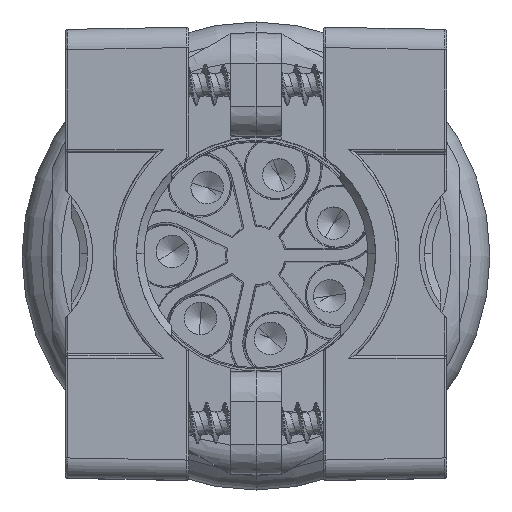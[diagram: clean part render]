
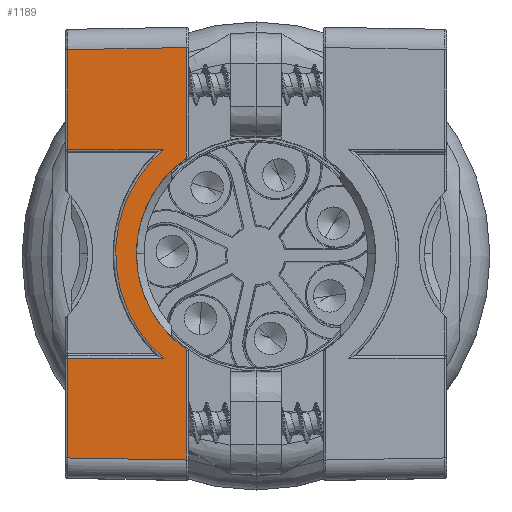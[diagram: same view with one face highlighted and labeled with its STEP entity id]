
A CAD part, top view. The second image highlights one B-rep face of the part: STEP entity #1189.
In plain terms, the highlighted planar face has unit normal (-0.018, 0, 1).
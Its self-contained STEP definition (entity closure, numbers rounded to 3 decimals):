
#1189=ADVANCED_FACE('',(#3998),#3999,.T.);
#3998=FACE_OUTER_BOUND('',#15547,.T.);
#3999=PLANE('',#15548);
#15547=EDGE_LOOP('',(#38184,#38185,#38186,#38187,#38188,#38189,#38190,#38191,#38192,#38193));
#15548=AXIS2_PLACEMENT_3D('',#38194,#38195,#38196);
#38184=ORIENTED_EDGE('',*,*,#44261,.T.);
#38185=ORIENTED_EDGE('',*,*,#44304,.F.);
#38186=ORIENTED_EDGE('',*,*,#44305,.F.);
#38187=ORIENTED_EDGE('',*,*,#44306,.F.);
#38188=ORIENTED_EDGE('',*,*,#44307,.T.);
#38189=ORIENTED_EDGE('',*,*,#44308,.T.);
#38190=ORIENTED_EDGE('',*,*,#44309,.T.);
#38191=ORIENTED_EDGE('',*,*,#44310,.F.);
#38192=ORIENTED_EDGE('',*,*,#44311,.T.);
#38193=ORIENTED_EDGE('',*,*,#44275,.F.);
#38194=CARTESIAN_POINT('',(-6.6,-23.882,36.65));
#38195=DIRECTION('',(-0.017,0.0,1.));
#38196=DIRECTION('',(0.0,1.0,0.0));
#44261=EDGE_CURVE('',#50239,#50237,#50240,.T.);
#44275=EDGE_CURVE('',#50239,#50260,#50261,.T.);
#44304=EDGE_CURVE('',#50307,#50237,#50309,.T.);
#44305=EDGE_CURVE('',#50310,#50307,#50311,.T.);
#44306=EDGE_CURVE('',#50312,#50310,#50313,.T.);
#44307=EDGE_CURVE('',#50312,#50314,#50315,.T.);
#44308=EDGE_CURVE('',#50314,#50316,#50317,.T.);
#44309=EDGE_CURVE('',#50316,#50318,#50319,.T.);
#44310=EDGE_CURVE('',#50320,#50318,#50321,.T.);
#44311=EDGE_CURVE('',#50320,#50260,#50322,.T.);
#50237=VERTEX_POINT('',#66161);
#50239=VERTEX_POINT('',#66172);
#50240=B_SPLINE_CURVE_WITH_KNOTS('',3,(#66173,#66174,#66175,#66176,#66177,#66178,#66179,#66180,#66181,#66182,#66183,#66184,#66185,#66186,#66187,#66188,#66189,#66190,#66191,#66192,#66193,#66194,#66195,#66196,#66197,#66198,#66199),.UNSPECIFIED.,.F.,.F.,(4,1,1,1,1,1,1,1,1,1,1,1,1,1,1,1,1,1,1,1,1,1,1,1,4),(0.0,0.016,0.031,0.063,0.094,0.125,0.156,0.188,0.25,0.313,0.375,0.438,0.5,0.563,0.625,0.688,0.75,0.813,0.844,0.875,0.906,0.938,0.969,0.984,1.0),.UNSPECIFIED.);
#50260=VERTEX_POINT('',#66234);
#50261=LINE('',#66235,#66236);
#50307=VERTEX_POINT('',#66394);
#50309=LINE('',#66396,#66397);
#50310=VERTEX_POINT('',#66398);
#50311=LINE('',#66399,#66400);
#50312=VERTEX_POINT('',#66401);
#50313=LINE('',#66402,#66403);
#50314=VERTEX_POINT('',#66404);
#50315=LINE('',#66405,#66406);
#50316=VERTEX_POINT('',#66407);
#50317=B_SPLINE_CURVE_WITH_KNOTS('',3,(#66408,#66409,#66410,#66411,#66412,#66413,#66414,#66415,#66416,#66417,#66418,#66419,#66420,#66421,#66422,#66423,#66424,#66425,#66426,#66427,#66428),.UNSPECIFIED.,.F.,.F.,(4,1,1,1,1,1,1,1,1,1,1,1,1,1,1,1,1,1,4),(0.0,0.056,0.111,0.167,0.222,0.278,0.333,0.389,0.444,0.5,0.556,0.611,0.667,0.722,0.778,0.833,0.889,0.944,1.0),.UNSPECIFIED.);
#50318=VERTEX_POINT('',#66429);
#50319=LINE('',#66430,#66431);
#50320=VERTEX_POINT('',#66432);
#50321=LINE('',#66433,#66434);
#50322=LINE('',#66435,#66436);
#66161=CARTESIAN_POINT('',(-6.854,9.414,36.646));
#66172=CARTESIAN_POINT('',(-6.854,-9.414,36.646));
#66173=CARTESIAN_POINT('',(-6.854,-9.414,36.646));
#66174=CARTESIAN_POINT('',(-6.994,-9.316,36.643));
#66175=CARTESIAN_POINT('',(-7.261,-9.12,36.638));
#66176=CARTESIAN_POINT('',(-7.749,-8.728,36.63));
#66177=CARTESIAN_POINT('',(-8.289,-8.238,36.621));
#66178=CARTESIAN_POINT('',(-8.849,-7.649,36.611));
#66179=CARTESIAN_POINT('',(-9.337,-7.061,36.602));
#66180=CARTESIAN_POINT('',(-9.765,-6.472,36.595));
#66181=CARTESIAN_POINT('',(-10.263,-5.688,36.586));
#66182=CARTESIAN_POINT('',(-10.769,-4.707,36.577));
#66183=CARTESIAN_POINT('',(-11.218,-3.53,36.569));
#66184=CARTESIAN_POINT('',(-11.528,-2.354,36.564));
#66185=CARTESIAN_POINT('',(-11.71,-1.177,36.561));
#66186=CARTESIAN_POINT('',(-11.77,0.0,36.56));
#66187=CARTESIAN_POINT('',(-11.71,1.177,36.561));
#66188=CARTESIAN_POINT('',(-11.528,2.354,36.564));
#66189=CARTESIAN_POINT('',(-11.218,3.53,36.569));
#66190=CARTESIAN_POINT('',(-10.769,4.707,36.577));
#66191=CARTESIAN_POINT('',(-10.263,5.688,36.586));
#66192=CARTESIAN_POINT('',(-9.765,6.472,36.595));
#66193=CARTESIAN_POINT('',(-9.337,7.061,36.602));
#66194=CARTESIAN_POINT('',(-8.849,7.649,36.611));
#66195=CARTESIAN_POINT('',(-8.289,8.238,36.621));
#66196=CARTESIAN_POINT('',(-7.749,8.728,36.63));
#66197=CARTESIAN_POINT('',(-7.261,9.12,36.638));
#66198=CARTESIAN_POINT('',(-6.994,9.316,36.643));
#66199=CARTESIAN_POINT('',(-6.854,9.414,36.646));
#66234=CARTESIAN_POINT('',(-6.854,-20.271,36.646));
#66235=CARTESIAN_POINT('',(-6.854,-9.414,36.646));
#66236=VECTOR('',#80674,10.856);
#66394=CARTESIAN_POINT('',(-6.854,20.271,36.646));
#66396=CARTESIAN_POINT('',(-6.854,20.271,36.646));
#66397=VECTOR('',#80708,10.856);
#66398=CARTESIAN_POINT('',(-18.504,20.068,36.442));
#66399=CARTESIAN_POINT('',(-18.504,20.068,36.442));
#66400=VECTOR('',#80709,11.654);
#66401=CARTESIAN_POINT('',(-18.504,10.25,36.442));
#66402=CARTESIAN_POINT('',(-18.504,10.25,36.442));
#66403=VECTOR('',#80710,9.818);
#66404=CARTESIAN_POINT('',(-9.117,10.25,36.606));
#66405=CARTESIAN_POINT('',(-18.504,10.25,36.442));
#66406=VECTOR('',#80711,9.389);
#66407=CARTESIAN_POINT('',(-9.117,-10.25,36.606));
#66408=CARTESIAN_POINT('',(-9.117,10.25,36.606));
#66409=CARTESIAN_POINT('',(-9.443,9.968,36.6));
#66410=CARTESIAN_POINT('',(-10.066,9.375,36.589));
#66411=CARTESIAN_POINT('',(-10.915,8.397,36.575));
#66412=CARTESIAN_POINT('',(-11.666,7.344,36.562));
#66413=CARTESIAN_POINT('',(-12.313,6.224,36.55));
#66414=CARTESIAN_POINT('',(-12.851,5.048,36.541));
#66415=CARTESIAN_POINT('',(-13.274,3.827,36.534));
#66416=CARTESIAN_POINT('',(-13.579,2.57,36.528));
#66417=CARTESIAN_POINT('',(-13.763,1.291,36.525));
#66418=CARTESIAN_POINT('',(-13.825,0.,36.524));
#66419=CARTESIAN_POINT('',(-13.763,-1.291,36.525));
#66420=CARTESIAN_POINT('',(-13.579,-2.57,36.528));
#66421=CARTESIAN_POINT('',(-13.274,-3.827,36.534));
#66422=CARTESIAN_POINT('',(-12.851,-5.048,36.541));
#66423=CARTESIAN_POINT('',(-12.313,-6.224,36.55));
#66424=CARTESIAN_POINT('',(-11.666,-7.344,36.562));
#66425=CARTESIAN_POINT('',(-10.915,-8.397,36.575));
#66426=CARTESIAN_POINT('',(-10.066,-9.375,36.589));
#66427=CARTESIAN_POINT('',(-9.443,-9.968,36.6));
#66428=CARTESIAN_POINT('',(-9.117,-10.25,36.606));
#66429=CARTESIAN_POINT('',(-18.504,-10.25,36.442));
#66430=CARTESIAN_POINT('',(-9.117,-10.25,36.606));
#66431=VECTOR('',#80712,9.389);
#66432=CARTESIAN_POINT('',(-18.504,-20.068,36.442));
#66433=CARTESIAN_POINT('',(-18.504,-20.068,36.442));
#66434=VECTOR('',#80713,9.818);
#66435=CARTESIAN_POINT('',(-18.504,-20.068,36.442));
#66436=VECTOR('',#80714,11.654);
#80674=DIRECTION('',(0.,-1.0,0.));
#80708=DIRECTION('',(0.,-1.0,0.));
#80709=DIRECTION('',(1.,0.017,0.017));
#80710=DIRECTION('',(0.,1.0,0.));
#80711=DIRECTION('',(1.,0.,0.017));
#80712=DIRECTION('',(-1.,0.,-0.017));
#80713=DIRECTION('',(0.,1.0,0.));
#80714=DIRECTION('',(1.,-0.017,0.017));
